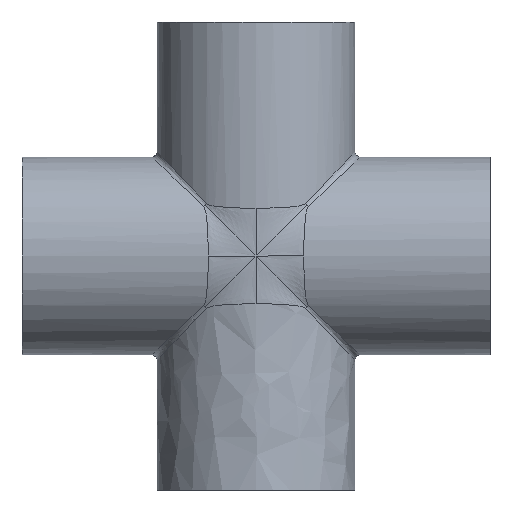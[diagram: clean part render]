
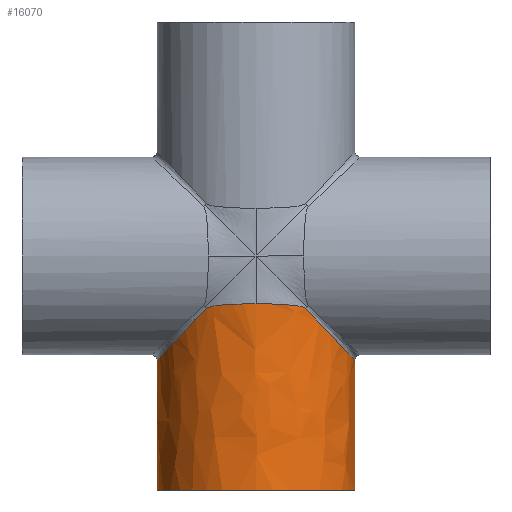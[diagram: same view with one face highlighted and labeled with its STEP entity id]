
A CAD part, front view. The second image highlights one B-rep face of the part: STEP entity #16070.
In plain terms, the highlighted free-form (B-spline) face has degree [1, 2] with [2, 9] control points.
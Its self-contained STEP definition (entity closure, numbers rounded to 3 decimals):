
#3205=CARTESIAN_POINT('',(0.,-38.05,-18.375));
#3206=VERTEX_POINT('',#3205);
#3227=CARTESIAN_POINT('',(19.142,-32.884,-20.148));
#3228=VERTEX_POINT('',#3227);
#3229=CARTESIAN_POINT('',(0.,-38.05,-18.375));
#3230=CARTESIAN_POINT('',(2.008,-38.05,-18.375));
#3231=CARTESIAN_POINT('',(4.014,-37.887,-18.402));
#3232=CARTESIAN_POINT('',(5.919,-37.587,-18.456));
#3233=CARTESIAN_POINT('',(8.,-37.259,-18.515));
#3234=CARTESIAN_POINT('',(9.958,-36.769,-18.607));
#3235=CARTESIAN_POINT('',(11.685,-36.212,-18.73));
#3236=CARTESIAN_POINT('',(13.713,-35.557,-18.876));
#3237=CARTESIAN_POINT('',(15.422,-34.814,-19.066));
#3238=CARTESIAN_POINT('',(16.696,-34.191,-19.301));
#3239=CARTESIAN_POINT('',(17.827,-33.639,-19.509));
#3240=CARTESIAN_POINT('',(18.619,-33.186,-19.753));
#3241=CARTESIAN_POINT('',(19.006,-32.963,-20.032));
#3242=CARTESIAN_POINT('',(19.059,-32.933,-20.07));
#3243=CARTESIAN_POINT('',(19.105,-32.906,-20.109));
#3244=CARTESIAN_POINT('',(19.142,-32.884,-20.148));
#3245=B_SPLINE_CURVE_WITH_KNOTS('',3,(#3229,#3230,#3231,#3232,#3233,#3234,#3235,#3236,#3237,#3238,#3239,#3240,#3241,#3242,#3243,#3244),.UNSPECIFIED.,.F.,.U.,(4,3,3,3,3,4),(0.5,0.607,0.724,0.861,0.983,1.0),.UNSPECIFIED.);
#3246=EDGE_CURVE('',#3206,#3228,#3245,.T.);
#4597=CARTESIAN_POINT('',(0.,38.05,-18.375));
#4598=VERTEX_POINT('',#4597);
#4619=CARTESIAN_POINT('',(-19.142,32.884,-20.148));
#4620=VERTEX_POINT('',#4619);
#4621=CARTESIAN_POINT('',(0.,38.05,-18.375));
#4622=CARTESIAN_POINT('',(-2.008,38.05,-18.375));
#4623=CARTESIAN_POINT('',(-4.014,37.887,-18.402));
#4624=CARTESIAN_POINT('',(-5.919,37.587,-18.456));
#4625=CARTESIAN_POINT('',(-8.,37.259,-18.515));
#4626=CARTESIAN_POINT('',(-9.958,36.769,-18.607));
#4627=CARTESIAN_POINT('',(-11.685,36.212,-18.73));
#4628=CARTESIAN_POINT('',(-13.713,35.557,-18.876));
#4629=CARTESIAN_POINT('',(-15.422,34.814,-19.066));
#4630=CARTESIAN_POINT('',(-16.696,34.191,-19.301));
#4631=CARTESIAN_POINT('',(-17.827,33.639,-19.509));
#4632=CARTESIAN_POINT('',(-18.619,33.186,-19.753));
#4633=CARTESIAN_POINT('',(-19.006,32.963,-20.032));
#4634=CARTESIAN_POINT('',(-19.059,32.933,-20.07));
#4635=CARTESIAN_POINT('',(-19.105,32.906,-20.109));
#4636=CARTESIAN_POINT('',(-19.142,32.884,-20.148));
#4637=B_SPLINE_CURVE_WITH_KNOTS('',3,(#4621,#4622,#4623,#4624,#4625,#4626,#4627,#4628,#4629,#4630,#4631,#4632,#4633,#4634,#4635,#4636),.UNSPECIFIED.,.F.,.U.,(4,3,3,3,3,4),(0.5,0.607,0.724,0.861,0.983,1.0),.UNSPECIFIED.);
#4638=EDGE_CURVE('',#4598,#4620,#4637,.T.);
#5089=CARTESIAN_POINT('',(19.142,32.884,-20.148));
#5090=VERTEX_POINT('',#5089);
#5098=CARTESIAN_POINT('',(19.142,32.884,-20.148));
#5099=CARTESIAN_POINT('',(18.865,33.046,-19.857));
#5100=CARTESIAN_POINT('',(18.164,33.455,-19.601));
#5101=CARTESIAN_POINT('',(17.109,33.987,-19.382));
#5102=CARTESIAN_POINT('',(15.976,34.557,-19.146));
#5103=CARTESIAN_POINT('',(14.43,35.263,-18.951));
#5104=CARTESIAN_POINT('',(12.568,35.914,-18.798));
#5105=CARTESIAN_POINT('',(10.968,36.474,-18.667));
#5106=CARTESIAN_POINT('',(9.134,36.992,-18.566));
#5107=CARTESIAN_POINT('',(7.161,37.37,-18.495));
#5108=CARTESIAN_POINT('',(5.303,37.726,-18.429));
#5109=CARTESIAN_POINT('',(3.323,37.958,-18.39));
#5110=CARTESIAN_POINT('',(1.318,38.027,-18.378));
#5111=CARTESIAN_POINT('',(0.88,38.042,-18.376));
#5112=CARTESIAN_POINT('',(0.44,38.05,-18.375));
#5113=CARTESIAN_POINT('',(0.,38.05,-18.375));
#5114=B_SPLINE_CURVE_WITH_KNOTS('',3,(#5098,#5099,#5100,#5101,#5102,#5103,#5104,#5105,#5106,#5107,#5108,#5109,#5110,#5111,#5112,#5113),.UNSPECIFIED.,.F.,.U.,(4,3,3,3,3,4),(0.0,0.123,0.256,0.369,0.477,0.5),.UNSPECIFIED.);
#5115=EDGE_CURVE('',#5090,#4598,#5114,.T.);
#15345=CARTESIAN_POINT('',(-19.142,-32.884,-20.148));
#15346=VERTEX_POINT('',#15345);
#15354=CARTESIAN_POINT('',(-19.142,-32.884,-20.148));
#15355=CARTESIAN_POINT('',(-18.865,-33.046,-19.857));
#15356=CARTESIAN_POINT('',(-18.164,-33.455,-19.601));
#15357=CARTESIAN_POINT('',(-17.109,-33.987,-19.382));
#15358=CARTESIAN_POINT('',(-15.976,-34.557,-19.146));
#15359=CARTESIAN_POINT('',(-14.43,-35.263,-18.951));
#15360=CARTESIAN_POINT('',(-12.568,-35.914,-18.798));
#15361=CARTESIAN_POINT('',(-10.968,-36.474,-18.667));
#15362=CARTESIAN_POINT('',(-9.134,-36.992,-18.566));
#15363=CARTESIAN_POINT('',(-7.161,-37.37,-18.495));
#15364=CARTESIAN_POINT('',(-5.303,-37.726,-18.429));
#15365=CARTESIAN_POINT('',(-3.323,-37.958,-18.39));
#15366=CARTESIAN_POINT('',(-1.318,-38.027,-18.378));
#15367=CARTESIAN_POINT('',(-0.88,-38.042,-18.376));
#15368=CARTESIAN_POINT('',(-0.44,-38.05,-18.375));
#15369=CARTESIAN_POINT('',(0.,-38.05,-18.375));
#15370=B_SPLINE_CURVE_WITH_KNOTS('',3,(#15354,#15355,#15356,#15357,#15358,#15359,#15360,#15361,#15362,#15363,#15364,#15365,#15366,#15367,#15368,#15369),.UNSPECIFIED.,.F.,.U.,(4,3,3,3,3,4),(0.0,0.123,0.256,0.369,0.477,0.5),.UNSPECIFIED.);
#15371=EDGE_CURVE('',#15346,#3206,#15370,.T.);
#15691=CARTESIAN_POINT('',(0.0,0.0,0.0));
#15692=DIRECTION('',(-0.725,0.0,0.689));
#15693=DIRECTION('',(-0.689,0.0,-0.725));
#15694=AXIS2_PLACEMENT_3D('',#15691,#15692,#15693);
#15695=ELLIPSE('',#15694,55.243,38.05);
#15696=EDGE_CURVE('',#4620,#15346,#15695,.T.);
#15853=CARTESIAN_POINT('',(0.0,0.0,0.0));
#15854=DIRECTION('',(0.725,0.0,0.689));
#15855=DIRECTION('',(0.689,0.0,-0.725));
#15856=AXIS2_PLACEMENT_3D('',#15853,#15854,#15855);
#15857=ELLIPSE('',#15856,55.243,38.05);
#15858=EDGE_CURVE('',#3228,#5090,#15857,.T.);
#16025=CARTESIAN_POINT('',(38.05,0.,-90.0));
#16026=CARTESIAN_POINT('',(38.05,0.,-18.374));
#16027=CARTESIAN_POINT('',(38.05,-38.05,-90.0));
#16028=CARTESIAN_POINT('',(38.05,-38.05,-18.374));
#16029=CARTESIAN_POINT('',(0.,-38.05,-90.0));
#16030=CARTESIAN_POINT('',(0.,-38.05,-18.374));
#16031=CARTESIAN_POINT('',(-38.05,-38.05,-90.0));
#16032=CARTESIAN_POINT('',(-38.05,-38.05,-18.374));
#16033=CARTESIAN_POINT('',(-38.05,0.,-90.0));
#16034=CARTESIAN_POINT('',(-38.05,0.,-18.374));
#16035=CARTESIAN_POINT('',(-38.05,38.05,-90.0));
#16036=CARTESIAN_POINT('',(-38.05,38.05,-18.374));
#16037=CARTESIAN_POINT('',(0.,38.05,-90.0));
#16038=CARTESIAN_POINT('',(0.,38.05,-18.374));
#16039=CARTESIAN_POINT('',(38.05,38.05,-90.0));
#16040=CARTESIAN_POINT('',(38.05,38.05,-18.374));
#16041=CARTESIAN_POINT('',(38.05,0.,-90.0));
#16042=CARTESIAN_POINT('',(38.05,0.,-18.374));
#16050=(BOUNDED_SURFACE()B_SPLINE_SURFACE(1,2,((#16025,#16027,#16029,#16031,#16033,#16035,#16037,#16039,#16041),(#16026,#16028,#16030,#16032,#16034,#16036,#16038,#16040,#16042)),.UNSPECIFIED.,.F.,.T.,.U.)B_SPLINE_SURFACE_WITH_KNOTS((2,2),(3,2,2,2,3),(0.0,1.882),(0.0,59.769,119.538,179.306,239.075),.UNSPECIFIED.)GEOMETRIC_REPRESENTATION_ITEM()RATIONAL_B_SPLINE_SURFACE(((1.0,0.707,1.0,0.707,1.0,0.707,1.0,0.707,1.0),(1.0,0.707,1.0,0.707,1.0,0.707,1.0,0.707,1.0)))REPRESENTATION_ITEM('')SURFACE());
#16051=CARTESIAN_POINT('',(38.05,0.,-90.0));
#16052=VERTEX_POINT('',#16051);
#16053=CARTESIAN_POINT('',(0.0,0.0,-90.0));
#16054=DIRECTION('',(0.0,0.0,-1.0));
#16055=DIRECTION('',(-1.0,0.0,0.0));
#16056=AXIS2_PLACEMENT_3D('',#16053,#16054,#16055);
#16057=CIRCLE('',#16056,38.05);
#16058=EDGE_CURVE('',#16052,#16052,#16057,.T.);
#16059=ORIENTED_EDGE('',*,*,#16058,.F.);
#16060=EDGE_LOOP('',(#16059));
#16061=FACE_OUTER_BOUND('',#16060,.T.);
#16062=ORIENTED_EDGE('',*,*,#15371,.F.);
#16063=ORIENTED_EDGE('',*,*,#15696,.F.);
#16064=ORIENTED_EDGE('',*,*,#4638,.F.);
#16065=ORIENTED_EDGE('',*,*,#5115,.F.);
#16066=ORIENTED_EDGE('',*,*,#15858,.F.);
#16067=ORIENTED_EDGE('',*,*,#3246,.F.);
#16068=EDGE_LOOP('',(#16062,#16063,#16064,#16065,#16066,#16067));
#16069=FACE_BOUND('',#16068,.T.);
#16070=ADVANCED_FACE('',(#16061,#16069),#16050,.T.);
